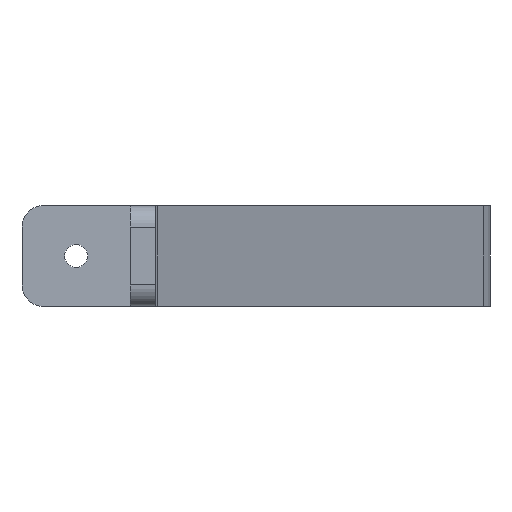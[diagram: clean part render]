
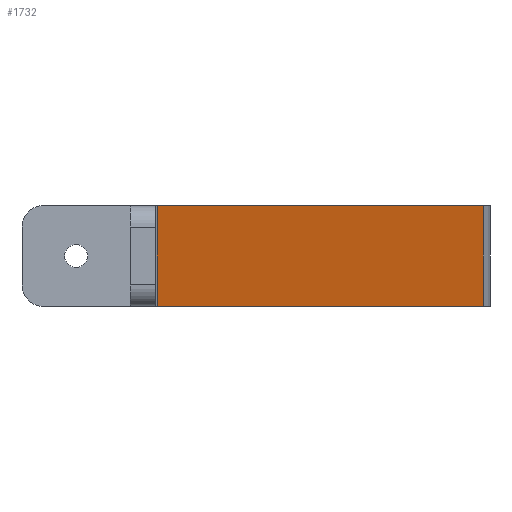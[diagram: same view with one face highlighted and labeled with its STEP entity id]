
A CAD part, front view. The second image highlights one B-rep face of the part: STEP entity #1732.
In plain terms, the highlighted planar face has unit normal (0.898, -0.441, 0).
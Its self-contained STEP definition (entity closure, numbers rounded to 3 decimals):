
#112 = PLANE('',#113);
#113 = AXIS2_PLACEMENT_3D('',#114,#115,#116);
#114 = CARTESIAN_POINT('',(-15.,0.,14.));
#115 = DIRECTION('',(0.,0.,1.));
#116 = DIRECTION('',(1.,0.,0.));
#168 = PLANE('',#169);
#169 = AXIS2_PLACEMENT_3D('',#170,#171,#172);
#170 = CARTESIAN_POINT('',(-15.,0.,0.));
#171 = DIRECTION('',(0.,0.,1.));
#172 = DIRECTION('',(1.,0.,0.));
#506 = VERTEX_POINT('',#507);
#507 = CARTESIAN_POINT('',(3.807,-56.374,0.));
#526 = CYLINDRICAL_SURFACE('',#527,3.);
#527 = AXIS2_PLACEMENT_3D('',#528,#529,#530);
#528 = CARTESIAN_POINT('',(6.5,-57.697,0.));
#529 = DIRECTION('',(0.,0.,1.));
#530 = DIRECTION('',(-1.,0.,0.));
#538 = EDGE_CURVE('',#506,#539,#541,.T.);
#539 = VERTEX_POINT('',#540);
#540 = CARTESIAN_POINT('',(49.064,35.776,0.));
#541 = SURFACE_CURVE('',#542,(#546,#553),.PCURVE_S1.);
#542 = LINE('',#543,#544);
#543 = CARTESIAN_POINT('',(3.5,-57.,0.));
#544 = VECTOR('',#545,1.);
#545 = DIRECTION('',(0.441,0.898,0.));
#546 = PCURVE('',#168,#547);
#547 = DEFINITIONAL_REPRESENTATION('',(#548),#552);
#548 = LINE('',#549,#550);
#549 = CARTESIAN_POINT('',(18.5,-57.));
#550 = VECTOR('',#551,1.);
#551 = DIRECTION('',(0.441,0.898));
#552 = ( GEOMETRIC_REPRESENTATION_CONTEXT(2) 
PARAMETRIC_REPRESENTATION_CONTEXT() REPRESENTATION_CONTEXT('2D SPACE',''
  ) );
#553 = PCURVE('',#554,#559);
#554 = PLANE('',#555);
#555 = AXIS2_PLACEMENT_3D('',#556,#557,#558);
#556 = CARTESIAN_POINT('',(3.5,-57.,0.));
#557 = DIRECTION('',(-0.898,0.441,0.));
#558 = DIRECTION('',(0.441,0.898,0.));
#559 = DEFINITIONAL_REPRESENTATION('',(#560),#564);
#560 = LINE('',#561,#562);
#561 = CARTESIAN_POINT('',(0.,0.));
#562 = VECTOR('',#563,1.);
#563 = DIRECTION('',(1.,0.));
#564 = ( GEOMETRIC_REPRESENTATION_CONTEXT(2) 
PARAMETRIC_REPRESENTATION_CONTEXT() REPRESENTATION_CONTEXT('2D SPACE',''
  ) );
#583 = CYLINDRICAL_SURFACE('',#584,10.);
#584 = AXIS2_PLACEMENT_3D('',#585,#586,#587);
#585 = CARTESIAN_POINT('',(40.,40.,0.));
#586 = DIRECTION('',(-0.,-0.,-1.));
#587 = DIRECTION('',(1.,0.,0.));
#1016 = VERTEX_POINT('',#1017);
#1017 = CARTESIAN_POINT('',(3.807,-56.374,14.));
#1043 = EDGE_CURVE('',#1016,#1044,#1046,.T.);
#1044 = VERTEX_POINT('',#1045);
#1045 = CARTESIAN_POINT('',(49.064,35.776,14.));
#1046 = SURFACE_CURVE('',#1047,(#1051,#1058),.PCURVE_S1.);
#1047 = LINE('',#1048,#1049);
#1048 = CARTESIAN_POINT('',(3.5,-57.,14.));
#1049 = VECTOR('',#1050,1.);
#1050 = DIRECTION('',(0.441,0.898,0.));
#1051 = PCURVE('',#112,#1052);
#1052 = DEFINITIONAL_REPRESENTATION('',(#1053),#1057);
#1053 = LINE('',#1054,#1055);
#1054 = CARTESIAN_POINT('',(18.5,-57.));
#1055 = VECTOR('',#1056,1.);
#1056 = DIRECTION('',(0.441,0.898));
#1057 = ( GEOMETRIC_REPRESENTATION_CONTEXT(2) 
PARAMETRIC_REPRESENTATION_CONTEXT() REPRESENTATION_CONTEXT('2D SPACE',''
  ) );
#1058 = PCURVE('',#554,#1059);
#1059 = DEFINITIONAL_REPRESENTATION('',(#1060),#1064);
#1060 = LINE('',#1061,#1062);
#1061 = CARTESIAN_POINT('',(0.,-14.));
#1062 = VECTOR('',#1063,1.);
#1063 = DIRECTION('',(1.,0.));
#1064 = ( GEOMETRIC_REPRESENTATION_CONTEXT(2) 
PARAMETRIC_REPRESENTATION_CONTEXT() REPRESENTATION_CONTEXT('2D SPACE',''
  ) );
#1683 = EDGE_CURVE('',#506,#1016,#1684,.T.);
#1684 = SURFACE_CURVE('',#1685,(#1689,#1696),.PCURVE_S1.);
#1685 = LINE('',#1686,#1687);
#1686 = CARTESIAN_POINT('',(3.807,-56.374,0.));
#1687 = VECTOR('',#1688,1.);
#1688 = DIRECTION('',(0.,0.,1.));
#1689 = PCURVE('',#526,#1690);
#1690 = DEFINITIONAL_REPRESENTATION('',(#1691),#1695);
#1691 = LINE('',#1692,#1693);
#1692 = CARTESIAN_POINT('',(-0.457,0.));
#1693 = VECTOR('',#1694,1.);
#1694 = DIRECTION('',(-0.,1.));
#1695 = ( GEOMETRIC_REPRESENTATION_CONTEXT(2) 
PARAMETRIC_REPRESENTATION_CONTEXT() REPRESENTATION_CONTEXT('2D SPACE',''
  ) );
#1696 = PCURVE('',#554,#1697);
#1697 = DEFINITIONAL_REPRESENTATION('',(#1698),#1702);
#1698 = LINE('',#1699,#1700);
#1699 = CARTESIAN_POINT('',(0.697,0.));
#1700 = VECTOR('',#1701,1.);
#1701 = DIRECTION('',(0.,-1.));
#1702 = ( GEOMETRIC_REPRESENTATION_CONTEXT(2) 
PARAMETRIC_REPRESENTATION_CONTEXT() REPRESENTATION_CONTEXT('2D SPACE',''
  ) );
#1709 = EDGE_CURVE('',#539,#1044,#1710,.T.);
#1710 = SURFACE_CURVE('',#1711,(#1715,#1722),.PCURVE_S1.);
#1711 = LINE('',#1712,#1713);
#1712 = CARTESIAN_POINT('',(49.064,35.776,0.));
#1713 = VECTOR('',#1714,1.);
#1714 = DIRECTION('',(0.,0.,1.));
#1715 = PCURVE('',#583,#1716);
#1716 = DEFINITIONAL_REPRESENTATION('',(#1717),#1721);
#1717 = LINE('',#1718,#1719);
#1718 = CARTESIAN_POINT('',(-5.847,0.));
#1719 = VECTOR('',#1720,1.);
#1720 = DIRECTION('',(-0.,-1.));
#1721 = ( GEOMETRIC_REPRESENTATION_CONTEXT(2) 
PARAMETRIC_REPRESENTATION_CONTEXT() REPRESENTATION_CONTEXT('2D SPACE',''
  ) );
#1722 = PCURVE('',#554,#1723);
#1723 = DEFINITIONAL_REPRESENTATION('',(#1724),#1728);
#1724 = LINE('',#1725,#1726);
#1725 = CARTESIAN_POINT('',(103.361,0.));
#1726 = VECTOR('',#1727,1.);
#1727 = DIRECTION('',(0.,-1.));
#1728 = ( GEOMETRIC_REPRESENTATION_CONTEXT(2) 
PARAMETRIC_REPRESENTATION_CONTEXT() REPRESENTATION_CONTEXT('2D SPACE',''
  ) );
#1732 = ADVANCED_FACE('',(#1733),#554,.F.);
#1733 = FACE_BOUND('',#1734,.F.);
#1734 = EDGE_LOOP('',(#1735,#1736,#1737,#1738));
#1735 = ORIENTED_EDGE('',*,*,#538,.F.);
#1736 = ORIENTED_EDGE('',*,*,#1683,.T.);
#1737 = ORIENTED_EDGE('',*,*,#1043,.T.);
#1738 = ORIENTED_EDGE('',*,*,#1709,.F.);
